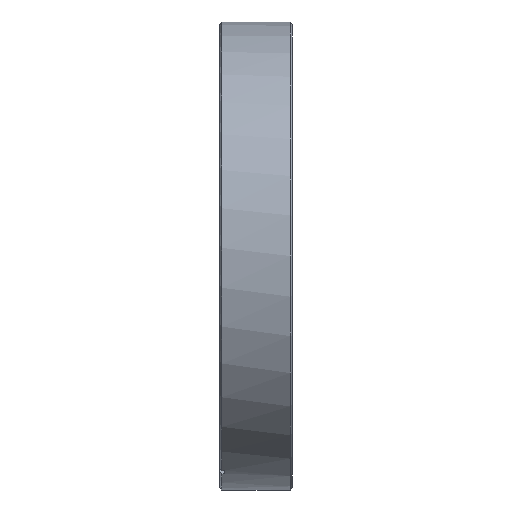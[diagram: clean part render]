
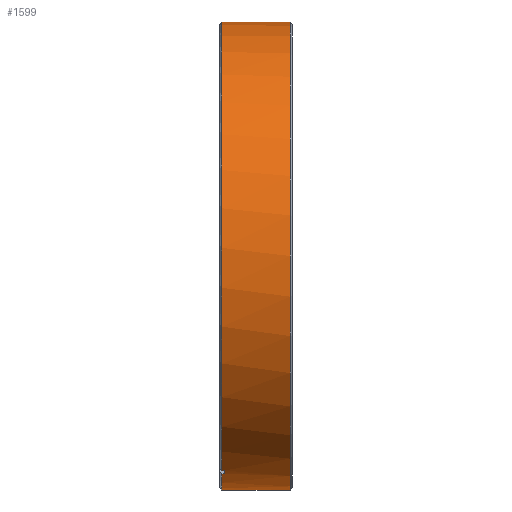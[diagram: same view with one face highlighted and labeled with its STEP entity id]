
A CAD part, left-side view. The second image highlights one B-rep face of the part: STEP entity #1599.
In plain terms, the highlighted cylindrical face has radius 56.75 mm (diameter 113.5 mm), a partial arc.
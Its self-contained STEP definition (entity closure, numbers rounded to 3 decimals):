
#33 = LINE ( 'NONE', #417, #1350 ) ;
#75 = DIRECTION ( 'NONE',  ( 0., 0., -1. ) ) ;
#78 = VERTEX_POINT ( 'NONE', #2012 ) ;
#81 = AXIS2_PLACEMENT_3D ( 'NONE', #740, #2457, #978 ) ;
#169 = AXIS2_PLACEMENT_3D ( 'NONE', #3042, #1543, #75 ) ;
#246 = EDGE_CURVE ( 'NONE', #888, #2214, #2489, .T. ) ;
#254 = CIRCLE ( 'NONE', #1094, 56.75 ) ;
#276 = DIRECTION ( 'NONE',  ( 0., -1., 0. ) ) ;
#316 = DIRECTION ( 'NONE',  ( 0., -1., 0. ) ) ;
#327 = ORIENTED_EDGE ( 'NONE', *, *, #2304, .F. ) ;
#375 = DIRECTION ( 'NONE',  ( 0., -1., 0. ) ) ;
#417 = CARTESIAN_POINT ( 'NONE',  ( 0., -24.574, -56.75 ) ) ;
#441 = ORIENTED_EDGE ( 'NONE', *, *, #246, .T. ) ;
#452 = CIRCLE ( 'NONE', #169, 56.75 ) ;
#471 = VERTEX_POINT ( 'NONE', #2027 ) ;
#523 = VECTOR ( 'NONE', #316, 1000. ) ;
#528 = DIRECTION ( 'NONE',  ( 0., 0., -1. ) ) ;
#579 = VERTEX_POINT ( 'NONE', #2568 ) ;
#610 = ORIENTED_EDGE ( 'NONE', *, *, #968, .T. ) ;
#722 = VERTEX_POINT ( 'NONE', #2928 ) ;
#740 = CARTESIAN_POINT ( 'NONE',  ( 0., -17., 0. ) ) ;
#807 = ORIENTED_EDGE ( 'NONE', *, *, #1672, .F. ) ;
#837 = EDGE_CURVE ( 'NONE', #3172, #1976, #33, .T. ) ;
#888 = VERTEX_POINT ( 'NONE', #2674 ) ;
#917 = DIRECTION ( 'NONE',  ( 0., -1., 0. ) ) ;
#923 = DIRECTION ( 'NONE',  ( 0., 0., -1. ) ) ;
#934 = LINE ( 'NONE', #2337, #1577 ) ;
#968 = EDGE_CURVE ( 'NONE', #1976, #579, #1389, .T. ) ;
#978 = DIRECTION ( 'NONE',  ( 0., 0., 1. ) ) ;
#1041 = AXIS2_PLACEMENT_3D ( 'NONE', #2566, #3096, #923 ) ;
#1074 = DIRECTION ( 'NONE',  ( 0., -1., 0. ) ) ;
#1094 = AXIS2_PLACEMENT_3D ( 'NONE', #2384, #917, #2653 ) ;
#1138 = DIRECTION ( 'NONE',  ( 0., -1., 0. ) ) ;
#1236 = ORIENTED_EDGE ( 'NONE', *, *, #1940, .T. ) ;
#1350 = VECTOR ( 'NONE', #1138, 1000. ) ;
#1389 = CIRCLE ( 'NONE', #81, 56.75 ) ;
#1499 = CARTESIAN_POINT ( 'NONE',  ( 0., -24.574, 0. ) ) ;
#1532 = CARTESIAN_POINT ( 'NONE',  ( -20.79, -1., -52.805 ) ) ;
#1538 = CARTESIAN_POINT ( 'NONE',  ( -20.79, -24.574, -52.805 ) ) ;
#1543 = DIRECTION ( 'NONE',  ( 0., -1., 0. ) ) ;
#1552 = FACE_OUTER_BOUND ( 'NONE', #2036, .T. ) ;
#1577 = VECTOR ( 'NONE', #375, 1000. ) ;
#1599 = ADVANCED_FACE ( 'NONE', ( #1552 ), #2802, .T. ) ;
#1633 = LINE ( 'NONE', #2556, #2891 ) ;
#1672 = EDGE_CURVE ( 'NONE', #78, #2214, #3074, .T. ) ;
#1686 = EDGE_CURVE ( 'NONE', #471, #722, #452, .T. ) ;
#1699 = AXIS2_PLACEMENT_3D ( 'NONE', #1499, #276, #528 ) ;
#1719 = ORIENTED_EDGE ( 'NONE', *, *, #1686, .T. ) ;
#1924 = CARTESIAN_POINT ( 'NONE',  ( 0., -0.5, -56.75 ) ) ;
#1940 = EDGE_CURVE ( 'NONE', #78, #3172, #254, .T. ) ;
#1976 = VERTEX_POINT ( 'NONE', #3151 ) ;
#2012 = CARTESIAN_POINT ( 'NONE',  ( -20.79, -0.5, -52.805 ) ) ;
#2027 = CARTESIAN_POINT ( 'NONE',  ( 0., -0.5, 56.75 ) ) ;
#2036 = EDGE_LOOP ( 'NONE', ( #327, #1719, #2277, #441, #807, #1236, #2278, #610 ) ) ;
#2214 = VERTEX_POINT ( 'NONE', #1532 ) ;
#2277 = ORIENTED_EDGE ( 'NONE', *, *, #3020, .T. ) ;
#2278 = ORIENTED_EDGE ( 'NONE', *, *, #837, .T. ) ;
#2304 = EDGE_CURVE ( 'NONE', #471, #579, #1633, .T. ) ;
#2337 = CARTESIAN_POINT ( 'NONE',  ( -22.638, -24.574, -52.039 ) ) ;
#2384 = CARTESIAN_POINT ( 'NONE',  ( 0., -0.5, 0. ) ) ;
#2457 = DIRECTION ( 'NONE',  ( 0., 1., 0. ) ) ;
#2489 = CIRCLE ( 'NONE', #1041, 56.75 ) ;
#2556 = CARTESIAN_POINT ( 'NONE',  ( 0., -24.574, 56.75 ) ) ;
#2566 = CARTESIAN_POINT ( 'NONE',  ( 0., -1., 0. ) ) ;
#2568 = CARTESIAN_POINT ( 'NONE',  ( 0., -17., 56.75 ) ) ;
#2653 = DIRECTION ( 'NONE',  ( 0., 0., -1. ) ) ;
#2674 = CARTESIAN_POINT ( 'NONE',  ( -22.638, -1., -52.039 ) ) ;
#2802 = CYLINDRICAL_SURFACE ( 'NONE', #1699, 56.75 ) ;
#2891 = VECTOR ( 'NONE', #1074, 1000. ) ;
#2928 = CARTESIAN_POINT ( 'NONE',  ( -22.638, -0.5, -52.039 ) ) ;
#3020 = EDGE_CURVE ( 'NONE', #722, #888, #934, .T. ) ;
#3042 = CARTESIAN_POINT ( 'NONE',  ( 0., -0.5, 0. ) ) ;
#3074 = LINE ( 'NONE', #1538, #523 ) ;
#3096 = DIRECTION ( 'NONE',  ( 0., -1., 0. ) ) ;
#3151 = CARTESIAN_POINT ( 'NONE',  ( 0., -17., -56.75 ) ) ;
#3172 = VERTEX_POINT ( 'NONE', #1924 ) ;
